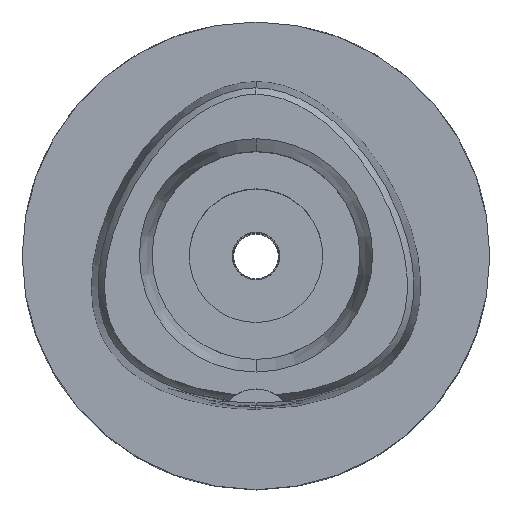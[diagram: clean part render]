
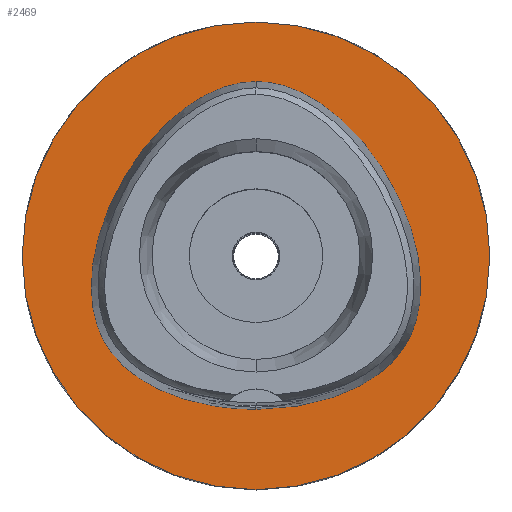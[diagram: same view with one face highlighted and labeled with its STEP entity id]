
A CAD part, top view. The second image highlights one B-rep face of the part: STEP entity #2469.
In plain terms, the highlighted planar face has unit normal (0, 0, 1).
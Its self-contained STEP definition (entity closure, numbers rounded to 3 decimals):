
#332=CARTESIAN_POINT('',(0.,0.,0.));
#333=DIRECTION('',(0.,0.,-1.));
#334=DIRECTION('',(0.,-1.,0.));
#335=AXIS2_PLACEMENT_3D('',#332,#333,#334);
#340=CARTESIAN_POINT('',(0.,0.,0.));
#341=DIRECTION('',(0.,0.,-1.));
#342=DIRECTION('',(0.,1.,0.));
#343=AXIS2_PLACEMENT_3D('',#340,#341,#342);
#348=CARTESIAN_POINT('',(0.,-20.675,0.));
#349=CARTESIAN_POINT('',(0.867,-20.675,0.));
#350=CARTESIAN_POINT('',(2.574,-20.612,
0.));
#351=CARTESIAN_POINT('',(5.088,-20.337,
0.));
#352=CARTESIAN_POINT('',(7.458,-19.897,0.));
#353=CARTESIAN_POINT('',(9.643,-19.32,0.));
#354=CARTESIAN_POINT('',(11.615,-18.633,0.));
#355=CARTESIAN_POINT('',(13.367,-17.862,0.));
#356=CARTESIAN_POINT('',(14.904,-17.031,0.));
#357=CARTESIAN_POINT('',(16.241,-16.157,0.));
#358=CARTESIAN_POINT('',(17.394,-15.251,0.));
#359=CARTESIAN_POINT('',(18.384,-14.322,0.));
#360=CARTESIAN_POINT('',(19.228,-13.371,0.));
#361=CARTESIAN_POINT('',(19.937,-12.406,0.));
#362=CARTESIAN_POINT('',(20.533,-11.41,0.));
#363=CARTESIAN_POINT('',(21.042,-10.343,0.));
#364=CARTESIAN_POINT('',(21.471,-9.174,0.));
#365=CARTESIAN_POINT('',(21.813,-7.893,0.));
#366=CARTESIAN_POINT('',(22.056,-6.486,0.));
#367=CARTESIAN_POINT('',(22.186,-4.939,0.));
#368=CARTESIAN_POINT('',(22.186,-3.243,0.));
#369=CARTESIAN_POINT('',(22.032,-1.392,0.));
#370=CARTESIAN_POINT('',(21.704,0.612,0.));
#371=CARTESIAN_POINT('',(21.18,2.755,0.));
#372=CARTESIAN_POINT('',(20.446,5.003,0.));
#373=CARTESIAN_POINT('',(19.498,7.309,0.));
#374=CARTESIAN_POINT('',(18.35,9.608,0.));
#375=CARTESIAN_POINT('',(17.029,11.833,0.));
#376=CARTESIAN_POINT('',(15.571,13.924,0.));
#377=CARTESIAN_POINT('',(14.023,15.829,0.));
#378=CARTESIAN_POINT('',(12.434,17.51,0.));
#379=CARTESIAN_POINT('',(10.845,18.953,0.));
#380=CARTESIAN_POINT('',(9.287,20.16,0.));
#381=CARTESIAN_POINT('',(7.779,21.145,0.));
#382=CARTESIAN_POINT('',(6.333,21.927,0.));
#383=CARTESIAN_POINT('',(4.951,22.528,0.));
#384=CARTESIAN_POINT('',(3.631,22.969,0.));
#385=CARTESIAN_POINT('',(2.37,23.268,0.));
#386=CARTESIAN_POINT('',(1.161,23.439,
0.));
#387=CARTESIAN_POINT('',(0.382,23.475,
0.));
#388=CARTESIAN_POINT('',(0.,23.475,
0.));
#393=CARTESIAN_POINT('',(0.,23.475,
0.));
#394=CARTESIAN_POINT('',(-0.382,23.475,
0.));
#395=CARTESIAN_POINT('',(-1.161,23.439,
0.));
#396=CARTESIAN_POINT('',(-2.37,23.268,
0.));
#397=CARTESIAN_POINT('',(-3.632,22.969,0.));
#398=CARTESIAN_POINT('',(-4.951,22.528,0.));
#399=CARTESIAN_POINT('',(-6.334,21.927,0.));
#400=CARTESIAN_POINT('',(-7.781,21.144,0.));
#401=CARTESIAN_POINT('',(-9.289,20.159,0.));
#402=CARTESIAN_POINT('',(-10.847,18.951,0.));
#403=CARTESIAN_POINT('',(-12.436,17.508,0.));
#404=CARTESIAN_POINT('',(-14.026,15.826,0.));
#405=CARTESIAN_POINT('',(-15.574,13.921,0.));
#406=CARTESIAN_POINT('',(-17.032,11.828,0.));
#407=CARTESIAN_POINT('',(-18.353,9.604,0.));
#408=CARTESIAN_POINT('',(-19.5,7.305,0.));
#409=CARTESIAN_POINT('',(-20.448,4.999,0.));
#410=CARTESIAN_POINT('',(-21.181,2.751,0.));
#411=CARTESIAN_POINT('',(-21.705,0.609,0.));
#412=CARTESIAN_POINT('',(-22.033,-1.395,0.));
#413=CARTESIAN_POINT('',(-22.186,-3.246,0.));
#414=CARTESIAN_POINT('',(-22.186,-4.942,0.));
#415=CARTESIAN_POINT('',(-22.056,-6.488,0.));
#416=CARTESIAN_POINT('',(-21.812,-7.895,0.));
#417=CARTESIAN_POINT('',(-21.471,-9.176,0.));
#418=CARTESIAN_POINT('',(-21.04,-10.347,0.));
#419=CARTESIAN_POINT('',(-20.533,-11.41,0.));
#420=CARTESIAN_POINT('',(-19.939,-12.403,0.));
#421=CARTESIAN_POINT('',(-19.231,-13.368,0.));
#422=CARTESIAN_POINT('',(-18.386,-14.32,0.));
#423=CARTESIAN_POINT('',(-17.398,-15.249,0.));
#424=CARTESIAN_POINT('',(-16.244,-16.155,0.));
#425=CARTESIAN_POINT('',(-14.908,-17.029,0.));
#426=CARTESIAN_POINT('',(-13.37,-17.861,0.));
#427=CARTESIAN_POINT('',(-11.618,-18.631,0.));
#428=CARTESIAN_POINT('',(-9.645,-19.319,0.));
#429=CARTESIAN_POINT('',(-7.459,-19.897,0.));
#430=CARTESIAN_POINT('',(-5.089,-20.337,
0.));
#431=CARTESIAN_POINT('',(-2.575,-20.612,
0.));
#432=CARTESIAN_POINT('',(-0.867,-20.675,0.));
#433=CARTESIAN_POINT('',(0.,-20.675,0.));
#1617=VERTEX_POINT('',#393);
#1618=VERTEX_POINT('',#433);
#1623=CARTESIAN_POINT('',(0.,-31.5,0.));
#1624=CARTESIAN_POINT('',(0.,31.5,0.));
#1625=VERTEX_POINT('',#1623);
#1626=VERTEX_POINT('',#1624);
#2453=CARTESIAN_POINT('',(0.,0.,0.));
#2454=DIRECTION('',(0.,0.,-1.));
#2455=DIRECTION('',(0.,-1.,0.));
#2456=AXIS2_PLACEMENT_3D('',#2453,#2454,#2455);
#2457=PLANE('',#2456);
#2459=ORIENTED_EDGE('',*,*,#2458,.T.);
#2461=ORIENTED_EDGE('',*,*,#2460,.T.);
#2462=EDGE_LOOP('',(#2459,#2461));
#2463=FACE_OUTER_BOUND('',#2462,.F.);
#2465=ORIENTED_EDGE('',*,*,#2464,.T.);
#2466=ORIENTED_EDGE('',*,*,#2436,.T.);
#2467=EDGE_LOOP('',(#2465,#2466));
#2468=FACE_BOUND('',#2467,.F.);
#336=CIRCLE('',#335,31.5);
#344=CIRCLE('',#343,31.5);
#389=B_SPLINE_CURVE_WITH_KNOTS('',3,(#348,#349,#350,#351,#352,#353,#354,#355,
#356,#357,#358,#359,#360,#361,#362,#363,#364,#365,#366,#367,#368,#369,#370,#371,
#372,#373,#374,#375,#376,#377,#378,#379,#380,#381,#382,#383,#384,#385,#386,#387,
#388),.UNSPECIFIED.,.F.,.F.,(4,1,1,1,1,1,1,1,1,1,1,1,1,1,1,1,1,1,1,1,1,1,1,1,1,
1,1,1,1,1,1,1,1,1,1,1,1,1,4),(0.,0.026,0.053,
0.079,0.105,0.132,0.158,
0.184,0.211,0.237,0.263,
0.289,0.316,0.342,0.368,
0.395,0.421,0.447,0.474,0.5,
0.526,0.553,0.579,0.605,
0.632,0.658,0.684,0.711,
0.737,0.763,0.789,0.816,
0.842,0.868,0.895,0.921,
0.947,0.974,1.),.UNSPECIFIED.);
#434=B_SPLINE_CURVE_WITH_KNOTS('',3,(#393,#394,#395,#396,#397,#398,#399,#400,
#401,#402,#403,#404,#405,#406,#407,#408,#409,#410,#411,#412,#413,#414,#415,#416,
#417,#418,#419,#420,#421,#422,#423,#424,#425,#426,#427,#428,#429,#430,#431,#432,
#433),.UNSPECIFIED.,.F.,.F.,(4,1,1,1,1,1,1,1,1,1,1,1,1,1,1,1,1,1,1,1,1,1,1,1,1,
1,1,1,1,1,1,1,1,1,1,1,1,1,4),(0.,0.026,0.053,
0.079,0.105,0.132,0.158,
0.184,0.211,0.237,0.263,
0.289,0.316,0.342,0.368,
0.395,0.421,0.447,0.474,0.5,
0.526,0.553,0.579,0.605,
0.632,0.658,0.684,0.711,
0.737,0.763,0.789,0.816,
0.842,0.868,0.895,0.921,
0.947,0.974,1.),.UNSPECIFIED.);
#2436=EDGE_CURVE('',#1617,#1618,#434,.T.);
#2458=EDGE_CURVE('',#1625,#1626,#336,.T.);
#2460=EDGE_CURVE('',#1626,#1625,#344,.T.);
#2464=EDGE_CURVE('',#1618,#1617,#389,.T.);
#2469=ADVANCED_FACE('',(#2463,#2468),#2457,.F.);
